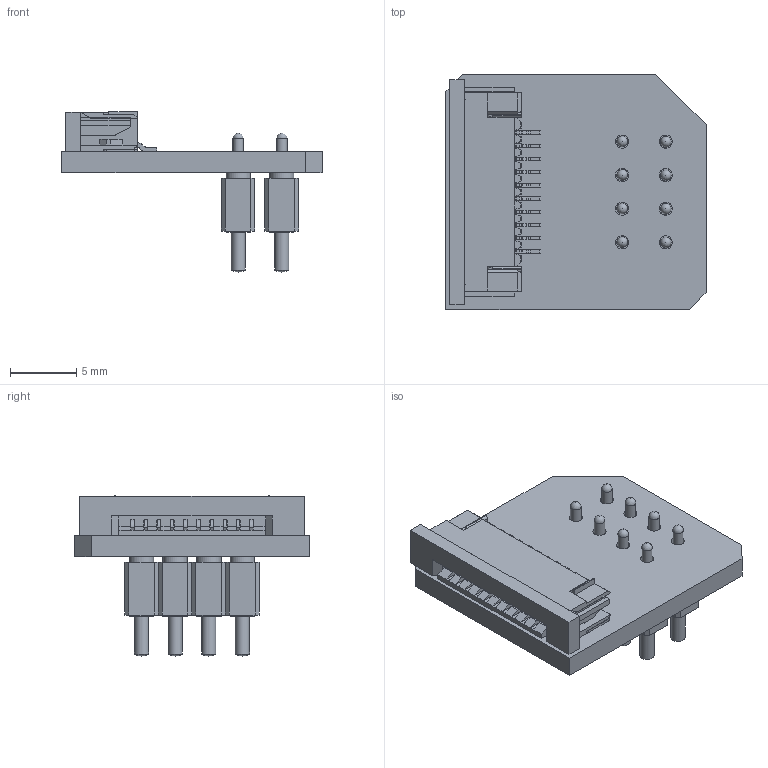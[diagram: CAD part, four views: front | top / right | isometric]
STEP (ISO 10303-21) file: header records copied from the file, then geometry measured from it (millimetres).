
FILE_DESCRIPTION(('FreeCAD Model'),'2;1');
FILE_NAME('Open CASCADE Shape Model','2021-01-23T23:04:30',('Author'),( ''),'Open CASCADE STEP processor 7.4','FreeCAD','Unknown');
FILE_SCHEMA(('AUTOMOTIVE_DESIGN { 1 0 10303 214 1 1 1 1 }'));
Length unit declared in the file: millimetre
Products named in the file (10): umbilical_V3; Board_Geoms_c0; Local_CS_c0; Pcb_c0; PCB_Sketch_c0; Step_Models_c0; Top_c0; J10_ZF1-10-01-T-WT-TR001_60089AD0; Bot_c0; J11_811-S1-004-10-017_600CD6DF
Assembly tree (10 placements, depth 4):
  umbilical_V3
    Board_Geoms_c0
      Local_CS_c0
      Pcb_c0
      PCB_Sketch_c0
    Step_Models_c0
      Top_c0
        J10_ZF1-10-01-T-WT-TR001_60089AD0
      Bot_c0
        J11_811-S1-004-10-017_600CD6DF  x2
Bounding box: 19.68 x 17.78 x 12.11 mm (x, y, z)
Volume: 1033.4 mm3; surface area: 2321.1 mm2
Topology: 16 solids, 16 shells, 1101 faces, 3228 edges, 2112 vertices
Faces by surface type: plane 784, cylinder 301, sphere 16
Full cylindrical faces by diameter (mm): 0.8 x8, 1 x8, 1.07 x8, 1.83 x8
Entity records: 35423 total; most frequent: CARTESIAN_POINT 6174, ORIENTED_EDGE 6166, DIRECTION 5824, EDGE_CURVE 3083, LINE 2468, VECTOR 2468, VERTEX_POINT 2014, AXIS2_PLACEMENT_3D 1678
